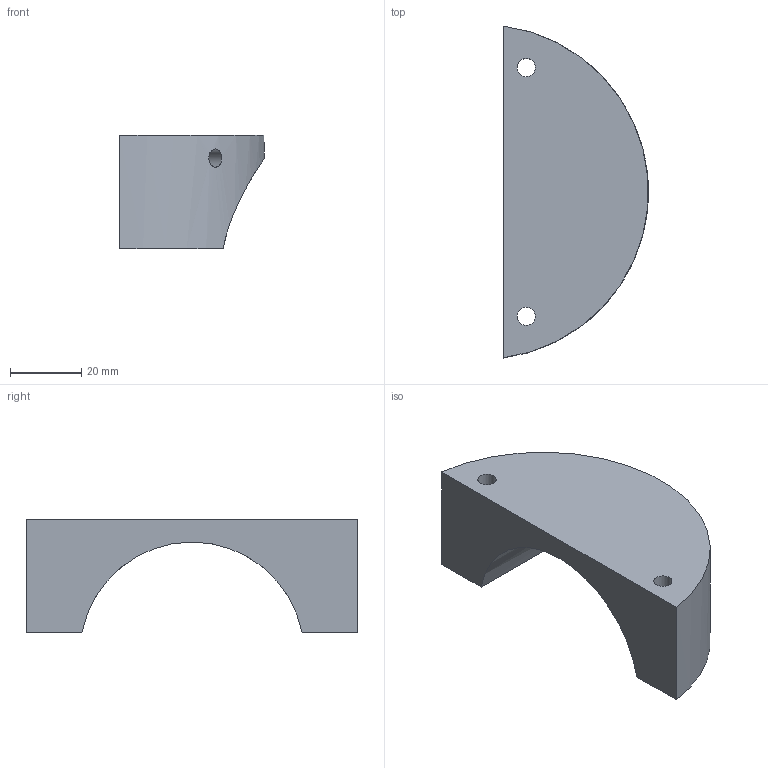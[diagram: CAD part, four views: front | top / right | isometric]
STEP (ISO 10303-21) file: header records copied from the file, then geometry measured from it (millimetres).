
FILE_DESCRIPTION(/* description */ (''),/* implementation_level */ '2;1');
FILE_NAME(/* name */ 'PUCK BOTTOM CLAMP MAZU only v3.step',/* time_stamp */ '2024-11-13T14:46:15-04:00',/* author */ (''),/* organization */ (''),/* preprocessor_version */ 'ST-DEVELOPER v20',/* originating_system */ 'Autodesk Translation Framework v13.20.0.188',/* authorisation */ '');
FILE_SCHEMA (('AUTOMOTIVE_DESIGN { 1 0 10303 214 3 1 1 }'));
Length unit declared in the file: millimetre
Products named in the file (1): PUCK BOTTOM CLAMP MAZU only
Bounding box: 40.63 x 93.14 x 31.75 mm (x, y, z)
Volume: 44295.1 mm3; surface area: 12925.8 mm2
Topology: 1 solids, 1 shells, 12 faces, 28 edges, 18 vertices
Faces by surface type: cylinder 6, plane 4, cone 2
Full cylindrical faces by diameter (mm): 5.105 x4
Entity records: 481 total; most frequent: CARTESIAN_POINT 156, DIRECTION 59, ORIENTED_EDGE 52, EDGE_CURVE 26, AXIS2_PLACEMENT_3D 23, EDGE_LOOP 18, VERTEX_POINT 18, LINE 13
